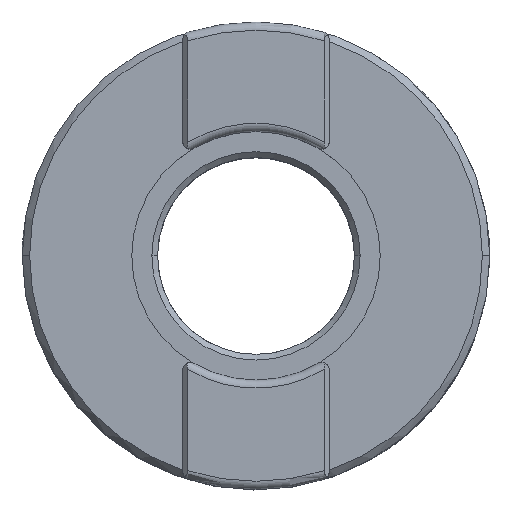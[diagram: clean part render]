
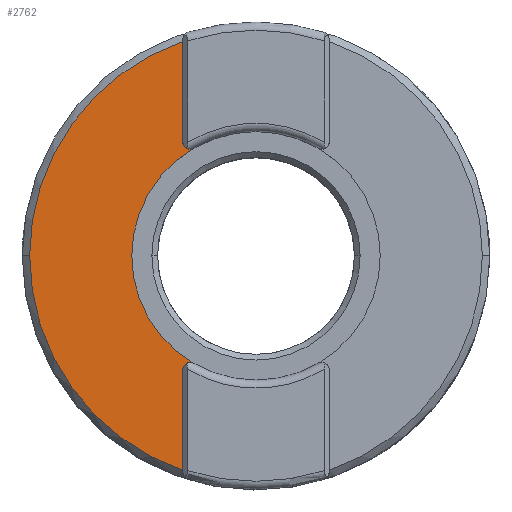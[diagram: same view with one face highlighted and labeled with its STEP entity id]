
A CAD part, top view. The second image highlights one B-rep face of the part: STEP entity #2762.
In plain terms, the highlighted planar face has unit normal (0, 0, 1).
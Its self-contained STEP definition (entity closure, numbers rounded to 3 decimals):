
#58 = DIRECTION ( 'NONE',  ( 1., 0., 0. ) ) ;
#61 = CARTESIAN_POINT ( 'NONE',  ( -8.915, 13.905, 26.9 ) ) ;
#75 = DIRECTION ( 'NONE',  ( 0., 0., -1. ) ) ;
#78 = CARTESIAN_POINT ( 'NONE',  ( -15.15, 0., 26.9 ) ) ;
#105 = ORIENTED_EDGE ( 'NONE', *, *, #2009, .F. ) ;
#116 = AXIS2_PLACEMENT_3D ( 'NONE', #341, #1468, #58 ) ;
#141 = AXIS2_PLACEMENT_3D ( 'NONE', #444, #2137, #3265 ) ;
#257 = DIRECTION ( 'NONE',  ( 1., 0., 0. ) ) ;
#277 = VERTEX_POINT ( 'NONE', #78 ) ;
#319 = CARTESIAN_POINT ( 'NONE',  ( -8.915, 27.07, 26.9 ) ) ;
#341 = CARTESIAN_POINT ( 'NONE',  ( 0., 0., 26.9 ) ) ;
#394 = AXIS2_PLACEMENT_3D ( 'NONE', #3474, #1446, #3428 ) ;
#444 = CARTESIAN_POINT ( 'NONE',  ( -8.015, -13.905, 26.9 ) ) ;
#453 = CIRCLE ( 'NONE', #744, 0.9 ) ;
#660 = ORIENTED_EDGE ( 'NONE', *, *, #1530, .T. ) ;
#673 = VERTEX_POINT ( 'NONE', #1759 ) ;
#692 = CIRCLE ( 'NONE', #394, 27.6 ) ;
#744 = AXIS2_PLACEMENT_3D ( 'NONE', #1156, #2333, #3436 ) ;
#834 = VERTEX_POINT ( 'NONE', #3619 ) ;
#879 = LINE ( 'NONE', #319, #2011 ) ;
#951 = DIRECTION ( 'NONE',  ( 1., 0., 0. ) ) ;
#1112 = EDGE_LOOP ( 'NONE', ( #1951, #2709, #660, #3092, #2879, #1489, #105, #1192 ) ) ;
#1150 = DIRECTION ( 'NONE',  ( 0., 1., 0. ) ) ;
#1156 = CARTESIAN_POINT ( 'NONE',  ( -8.015, 13.905, 26.9 ) ) ;
#1168 = FACE_OUTER_BOUND ( 'NONE', #1112, .T. ) ;
#1192 = ORIENTED_EDGE ( 'NONE', *, *, #1839, .F. ) ;
#1260 = CARTESIAN_POINT ( 'NONE',  ( 0., 0., 26.9 ) ) ;
#1261 = VERTEX_POINT ( 'NONE', #61 ) ;
#1319 = AXIS2_PLACEMENT_3D ( 'NONE', #1260, #75, #951 ) ;
#1351 = VERTEX_POINT ( 'NONE', #1417 ) ;
#1410 = PLANE ( 'NONE',  #1571 ) ;
#1411 = EDGE_CURVE ( 'NONE', #673, #1261, #453, .T. ) ;
#1417 = CARTESIAN_POINT ( 'NONE',  ( -7.566, -13.126, 26.9 ) ) ;
#1446 = DIRECTION ( 'NONE',  ( 0., 0., -1. ) ) ;
#1468 = DIRECTION ( 'NONE',  ( 0., 0., -1. ) ) ;
#1489 = ORIENTED_EDGE ( 'NONE', *, *, #2279, .T. ) ;
#1515 = AXIS2_PLACEMENT_3D ( 'NONE', #3618, #3599, #2267 ) ;
#1530 = EDGE_CURVE ( 'NONE', #1351, #277, #3418, .T. ) ;
#1571 = AXIS2_PLACEMENT_3D ( 'NONE', #2846, #2572, #257 ) ;
#1604 = CARTESIAN_POINT ( 'NONE',  ( -8.915, 27.07, 26.9 ) ) ;
#1653 = DIRECTION ( 'NONE',  ( 0., 1., 0. ) ) ;
#1759 = CARTESIAN_POINT ( 'NONE',  ( -7.566, 13.126, 26.9 ) ) ;
#1839 = EDGE_CURVE ( 'NONE', #2557, #834, #3147, .T. ) ;
#1913 = LINE ( 'NONE', #1604, #3375 ) ;
#1930 = CARTESIAN_POINT ( 'NONE',  ( -8.915, 26.121, 26.9 ) ) ;
#1951 = ORIENTED_EDGE ( 'NONE', *, *, #2808, .T. ) ;
#2009 = EDGE_CURVE ( 'NONE', #834, #2257, #692, .T. ) ;
#2011 = VECTOR ( 'NONE', #1150, 1000. ) ;
#2137 = DIRECTION ( 'NONE',  ( 0., 0., -1. ) ) ;
#2257 = VERTEX_POINT ( 'NONE', #1930 ) ;
#2267 = DIRECTION ( 'NONE',  ( 1., 0., 0. ) ) ;
#2279 = EDGE_CURVE ( 'NONE', #1261, #2257, #1913, .T. ) ;
#2333 = DIRECTION ( 'NONE',  ( 0., 0., -1. ) ) ;
#2395 = CIRCLE ( 'NONE', #116, 15.15 ) ;
#2557 = VERTEX_POINT ( 'NONE', #3387 ) ;
#2572 = DIRECTION ( 'NONE',  ( 0., 0., 1. ) ) ;
#2709 = ORIENTED_EDGE ( 'NONE', *, *, #3073, .T. ) ;
#2762 = ADVANCED_FACE ( 'NONE', ( #1168 ), #1410, .T. ) ;
#2808 = EDGE_CURVE ( 'NONE', #2557, #3533, #879, .T. ) ;
#2846 = CARTESIAN_POINT ( 'NONE',  ( 0., 0., 26.9 ) ) ;
#2870 = CARTESIAN_POINT ( 'NONE',  ( -8.915, -13.905, 26.9 ) ) ;
#2879 = ORIENTED_EDGE ( 'NONE', *, *, #1411, .T. ) ;
#2902 = CIRCLE ( 'NONE', #141, 0.9 ) ;
#3073 = EDGE_CURVE ( 'NONE', #3533, #1351, #2902, .T. ) ;
#3092 = ORIENTED_EDGE ( 'NONE', *, *, #3681, .T. ) ;
#3147 = CIRCLE ( 'NONE', #1515, 27.6 ) ;
#3265 = DIRECTION ( 'NONE',  ( 1., 0., 0. ) ) ;
#3375 = VECTOR ( 'NONE', #1653, 1000. ) ;
#3387 = CARTESIAN_POINT ( 'NONE',  ( -8.915, -26.121, 26.9 ) ) ;
#3418 = CIRCLE ( 'NONE', #1319, 15.15 ) ;
#3428 = DIRECTION ( 'NONE',  ( 1., 0., 0. ) ) ;
#3436 = DIRECTION ( 'NONE',  ( 1., 0., 0. ) ) ;
#3474 = CARTESIAN_POINT ( 'NONE',  ( 0., 0., 26.9 ) ) ;
#3533 = VERTEX_POINT ( 'NONE', #2870 ) ;
#3599 = DIRECTION ( 'NONE',  ( 0., 0., -1. ) ) ;
#3618 = CARTESIAN_POINT ( 'NONE',  ( 0., 0., 26.9 ) ) ;
#3619 = CARTESIAN_POINT ( 'NONE',  ( -27.6, 0., 26.9 ) ) ;
#3681 = EDGE_CURVE ( 'NONE', #277, #673, #2395, .T. ) ;
